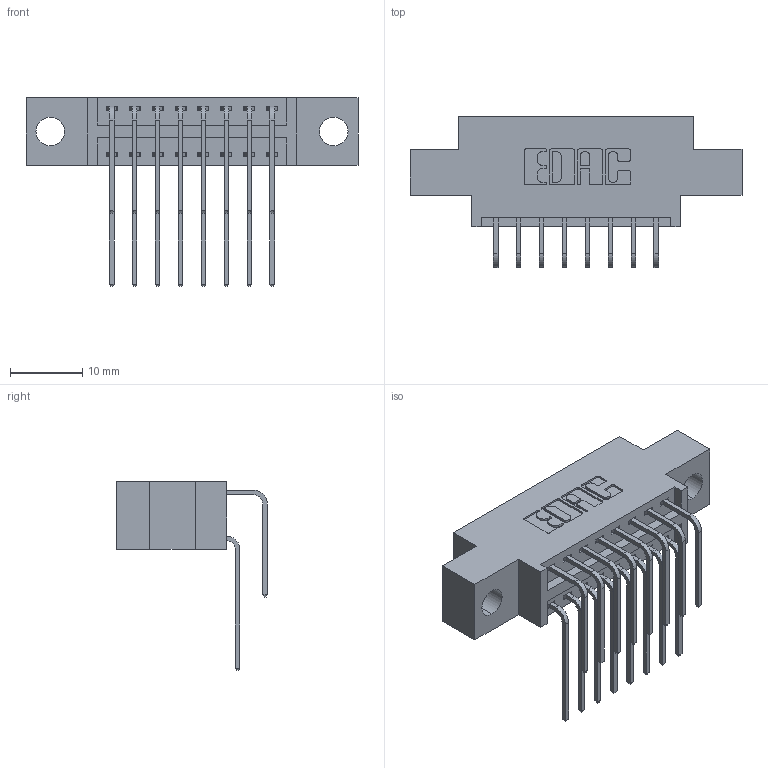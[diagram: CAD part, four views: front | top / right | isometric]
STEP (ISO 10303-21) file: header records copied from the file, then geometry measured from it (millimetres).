
FILE_DESCRIPTION (( 'STEP AP203' ), '1' );
FILE_NAME ('346-016-559-804.STEP', '2022-05-18T16:33:42', ( '' ), ( '' ), 'SwSTEP 2.0', 'SolidWorks 2020', '' );
FILE_SCHEMA (( 'CONFIG_CONTROL_DESIGN' ));
Length unit declared in the file: inch
Products named in the file (4): 345-292-001_559 Tail - 2; 345-292-001_558 559 Tail - 1; 346 Part_0.170 Offset - 0.156 Dia-TH; 346-016-559-804
Assembly tree (17 placements, depth 2):
  346-016-559-804
    346 Part_0.170 Offset - 0.156 Dia-TH
    345-292-001_558 559 Tail - 1  x8
    345-292-001_559 Tail - 2  x8
Bounding box: 45.97 x 20.89 x 26.16 mm (x, y, z)
Volume: 4050.7 mm3; surface area: 5503.9 mm2
Topology: 17 solids, 17 shells, 1004 faces, 2953 edges, 1946 vertices
Faces by surface type: plane 686, cylinder 318
Entity records: 12133 total; most frequent: CARTESIAN_POINT 2105, ORIENTED_EDGE 1986, DIRECTION 1877, EDGE_CURVE 993, LINE 789, VECTOR 789, VERTEX_POINT 658, AXIS2_PLACEMENT_3D 544
